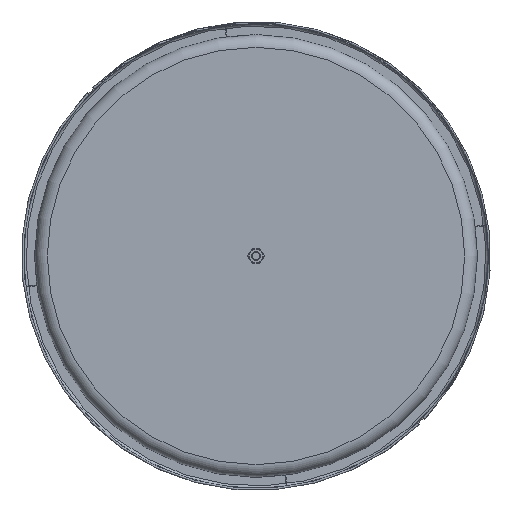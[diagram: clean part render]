
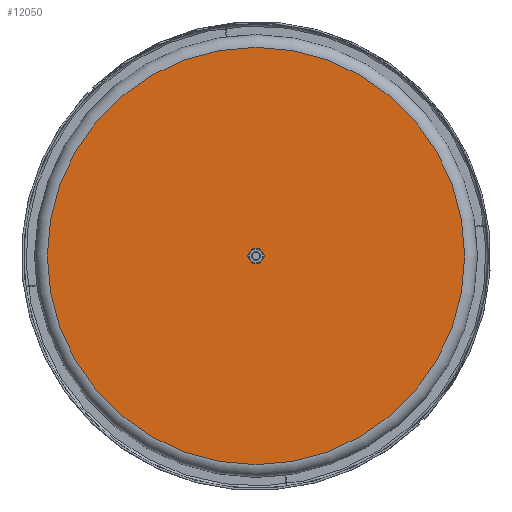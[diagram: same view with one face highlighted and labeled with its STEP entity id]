
A CAD part, front view. The second image highlights one B-rep face of the part: STEP entity #12050.
In plain terms, the highlighted face is planar.
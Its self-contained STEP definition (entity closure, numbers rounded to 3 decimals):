
#11962=CARTESIAN_POINT('',(141.5,0.,40.));
#11963=VERTEX_POINT('',#11962);
#11964=CARTESIAN_POINT('',(0.,0.,40.));
#11965=DIRECTION('',(0.0,0.0,-1.0));
#11966=DIRECTION('',(-1.0,0.0,0.0));
#11967=AXIS2_PLACEMENT_3D('',#11964,#11965,#11966);
#11968=CIRCLE('',#11967,141.5);
#11969=EDGE_CURVE('',#11963,#11963,#11968,.T.);
#12042=CARTESIAN_POINT('',(0.,0.,40.));
#12043=DIRECTION('',(0.0,0.0,1.0));
#12044=DIRECTION('',(1.0,0.0,0.0));
#12045=AXIS2_PLACEMENT_3D('',#12042,#12043,#12044);
#12046=PLANE('',#12045);
#12047=ORIENTED_EDGE('',*,*,#11969,.F.);
#12048=EDGE_LOOP('',(#12047));
#12049=FACE_OUTER_BOUND('',#12048,.T.);
#12050=ADVANCED_FACE('',(#12049),#12046,.T.);
